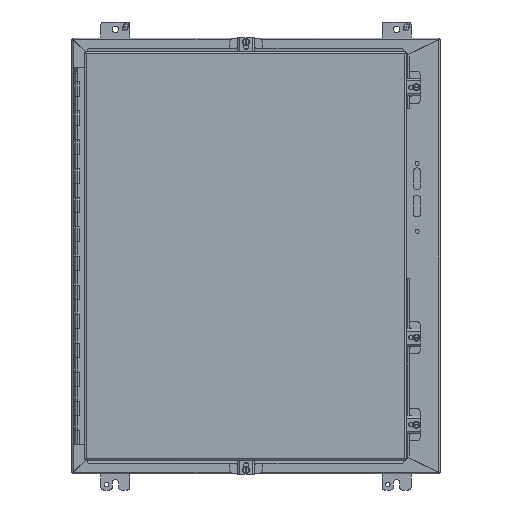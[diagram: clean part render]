
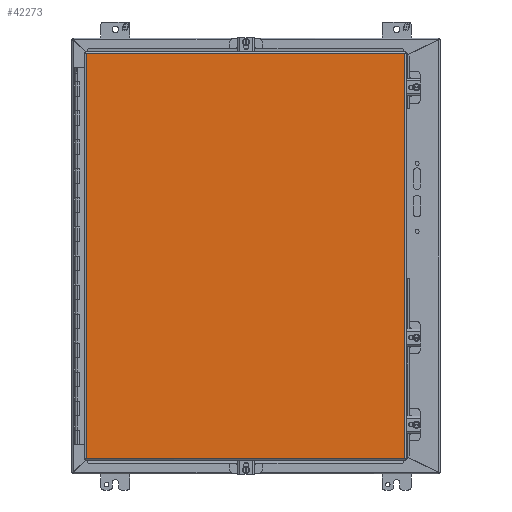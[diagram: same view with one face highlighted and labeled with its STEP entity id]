
A CAD part, front view. The second image highlights one B-rep face of the part: STEP entity #42273.
In plain terms, the highlighted planar face has unit normal (0, -1, 0).
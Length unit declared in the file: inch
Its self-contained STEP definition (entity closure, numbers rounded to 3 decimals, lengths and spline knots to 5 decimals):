
#979 = VERTEX_POINT ( 'NONE', #41305 ) ;
#2172 = DIRECTION ( 'NONE',  ( -1., 0., 0. ) ) ;
#4175 = EDGE_CURVE ( 'NONE', #43358, #8179, #51152, .T. ) ;
#4299 = FACE_OUTER_BOUND ( 'NONE', #39205, .T. ) ;
#6343 = CARTESIAN_POINT ( 'NONE',  ( 10.2585, -9.21, -14.0625 ) ) ;
#8179 = VERTEX_POINT ( 'NONE', #51941 ) ;
#10199 = DIRECTION ( 'NONE',  ( 0., 0., -1. ) ) ;
#10382 = CARTESIAN_POINT ( 'NONE',  ( -11.7135, -9.21, -13.9545 ) ) ;
#10793 = CARTESIAN_POINT ( 'NONE',  ( -11.8215, -9.21, -13.9545 ) ) ;
#12958 = PLANE ( 'NONE',  #29254 ) ;
#14091 = LINE ( 'NONE', #47112, #36022 ) ;
#18027 = EDGE_CURVE ( 'NONE', #8179, #979, #19076, .T. ) ;
#18591 = CARTESIAN_POINT ( 'NONE',  ( -11.7135, -9.21, -14.0625 ) ) ;
#19076 = LINE ( 'NONE', #6343, #45946 ) ;
#22661 = ORIENTED_EDGE ( 'NONE', *, *, #18027, .T. ) ;
#23147 = DIRECTION ( 'NONE',  ( 0., 0., 1. ) ) ;
#23514 = DIRECTION ( 'NONE',  ( 1., 0., 0. ) ) ;
#24343 = DIRECTION ( 'NONE',  ( 0., 0., -1. ) ) ;
#29254 = AXIS2_PLACEMENT_3D ( 'NONE', #45444, #45716, #24343 ) ;
#32664 = EDGE_CURVE ( 'NONE', #47884, #43358, #46999, .T. ) ;
#36022 = VECTOR ( 'NONE', #2172, 39.37008 ) ;
#36862 = VECTOR ( 'NONE', #10199, 39.37008 ) ;
#37647 = CARTESIAN_POINT ( 'NONE',  ( -11.7135, -9.21, 13.9545 ) ) ;
#37895 = ORIENTED_EDGE ( 'NONE', *, *, #4175, .T. ) ;
#38592 = EDGE_CURVE ( 'NONE', #979, #47884, #14091, .T. ) ;
#39205 = EDGE_LOOP ( 'NONE', ( #43862, #37895, #22661, #42065 ) ) ;
#41305 = CARTESIAN_POINT ( 'NONE',  ( 10.2585, -9.21, 13.9545 ) ) ;
#42065 = ORIENTED_EDGE ( 'NONE', *, *, #38592, .T. ) ;
#42273 = ADVANCED_FACE ( 'NONE', ( #4299 ), #12958, .T. ) ;
#43358 = VERTEX_POINT ( 'NONE', #10382 ) ;
#43862 = ORIENTED_EDGE ( 'NONE', *, *, #32664, .T. ) ;
#45444 = CARTESIAN_POINT ( 'NONE',  ( -11.8215, -9.21, -14.0625 ) ) ;
#45716 = DIRECTION ( 'NONE',  ( 0., -1., 0. ) ) ;
#45946 = VECTOR ( 'NONE', #23147, 39.37008 ) ;
#46999 = LINE ( 'NONE', #18591, #36862 ) ;
#47112 = CARTESIAN_POINT ( 'NONE',  ( -11.8215, -9.21, 13.9545 ) ) ;
#47884 = VERTEX_POINT ( 'NONE', #37647 ) ;
#50598 = VECTOR ( 'NONE', #23514, 39.37008 ) ;
#51152 = LINE ( 'NONE', #10793, #50598 ) ;
#51941 = CARTESIAN_POINT ( 'NONE',  ( 10.2585, -9.21, -13.9545 ) ) ;
